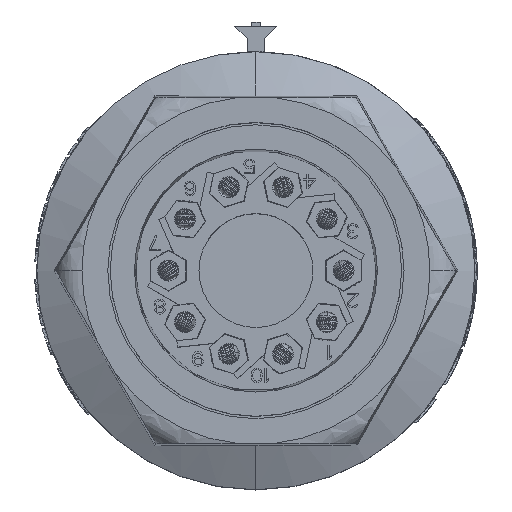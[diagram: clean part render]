
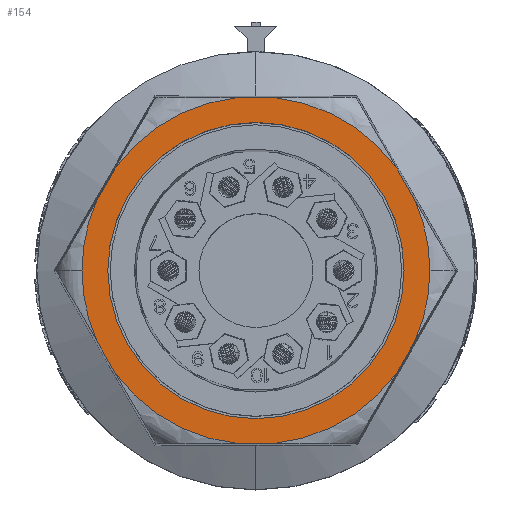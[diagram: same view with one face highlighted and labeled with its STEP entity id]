
A CAD part, top view. The second image highlights one B-rep face of the part: STEP entity #154.
In plain terms, the highlighted planar face has unit normal (0, 0, 1).
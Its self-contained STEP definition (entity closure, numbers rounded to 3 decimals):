
#154=ADVANCED_FACE('',(#4503,#4504),#4505,.F.);
#4503=FACE_OUTER_BOUND('',#13025,.T.);
#4504=FACE_BOUND('',#13026,.T.);
#4505=PLANE('',#13027);
#13025=EDGE_LOOP('',(#60884,#60885,#60886,#60887,#60888,#60889,#60890,#60891,#60892,#60893,#60894,#60895,#60896,#60897));
#13026=EDGE_LOOP('',(#60898,#60899));
#13027=AXIS2_PLACEMENT_3D('',#60900,#60901,#60902);
#60884=ORIENTED_EDGE('',*,*,#96235,.F.);
#60885=ORIENTED_EDGE('',*,*,#96240,.T.);
#60886=ORIENTED_EDGE('',*,*,#96241,.F.);
#60887=ORIENTED_EDGE('',*,*,#96242,.T.);
#60888=ORIENTED_EDGE('',*,*,#96243,.F.);
#60889=ORIENTED_EDGE('',*,*,#94275,.T.);
#60890=ORIENTED_EDGE('',*,*,#96244,.T.);
#60891=ORIENTED_EDGE('',*,*,#96245,.F.);
#60892=ORIENTED_EDGE('',*,*,#96246,.T.);
#60893=ORIENTED_EDGE('',*,*,#96247,.F.);
#60894=ORIENTED_EDGE('',*,*,#96248,.T.);
#60895=ORIENTED_EDGE('',*,*,#96249,.F.);
#60896=ORIENTED_EDGE('',*,*,#96250,.T.);
#60897=ORIENTED_EDGE('',*,*,#94279,.T.);
#60898=ORIENTED_EDGE('',*,*,#96251,.T.);
#60899=ORIENTED_EDGE('',*,*,#96252,.T.);
#60900=CARTESIAN_POINT('',(0.0,0.0,16.0));
#60901=DIRECTION('',(0.0,0.0,-1.0));
#60902=DIRECTION('',(0.0,-1.0,0.0));
#94275=EDGE_CURVE('',#106699,#106696,#106700,.T.);
#94279=EDGE_CURVE('',#106703,#106705,#106707,.T.);
#96235=EDGE_CURVE('',#110608,#106705,#110609,.T.);
#96240=EDGE_CURVE('',#110608,#110614,#110616,.T.);
#96241=EDGE_CURVE('',#110617,#110614,#110618,.T.);
#96242=EDGE_CURVE('',#110617,#110619,#110620,.T.);
#96243=EDGE_CURVE('',#106699,#110619,#110621,.T.);
#96244=EDGE_CURVE('',#106696,#110622,#110623,.T.);
#96245=EDGE_CURVE('',#110624,#110622,#110625,.T.);
#96246=EDGE_CURVE('',#110624,#110626,#110627,.T.);
#96247=EDGE_CURVE('',#110628,#110626,#110629,.T.);
#96248=EDGE_CURVE('',#110628,#110630,#110631,.T.);
#96249=EDGE_CURVE('',#110632,#110630,#110633,.T.);
#96250=EDGE_CURVE('',#110632,#106703,#110634,.T.);
#96251=EDGE_CURVE('',#110635,#110636,#110637,.T.);
#96252=EDGE_CURVE('',#110636,#110635,#110638,.T.);
#106696=VERTEX_POINT('',#132290);
#106699=VERTEX_POINT('',#132293);
#106700=CIRCLE('',#132294,19.852);
#106703=VERTEX_POINT('',#132330);
#106705=VERTEX_POINT('',#132332);
#106707=CIRCLE('',#132367,19.852);
#110608=VERTEX_POINT('',#140620);
#110609=LINE('',#140621,#140622);
#110614=VERTEX_POINT('',#140662);
#110616=CIRCLE('',#140697,19.852);
#110617=VERTEX_POINT('',#140698);
#110618=LINE('',#140699,#140700);
#110619=VERTEX_POINT('',#140701);
#110620=CIRCLE('',#140702,19.852);
#110621=LINE('',#140703,#140704);
#110622=VERTEX_POINT('',#140705);
#110623=CIRCLE('',#140706,19.852);
#110624=VERTEX_POINT('',#140707);
#110625=LINE('',#140708,#140709);
#110626=VERTEX_POINT('',#140710);
#110627=CIRCLE('',#140711,19.852);
#110628=VERTEX_POINT('',#140712);
#110629=LINE('',#140713,#140714);
#110630=VERTEX_POINT('',#140715);
#110631=CIRCLE('',#140716,19.852);
#110632=VERTEX_POINT('',#140717);
#110633=LINE('',#140718,#140719);
#110634=CIRCLE('',#140720,19.852);
#110635=VERTEX_POINT('',#140721);
#110636=VERTEX_POINT('',#140722);
#110637=CIRCLE('',#140723,16.9);
#110638=CIRCLE('',#140724,16.9);
#132290=CARTESIAN_POINT('',(19.852,0.,16.0));
#132293=CARTESIAN_POINT('',(18.153,-8.034,16.0));
#132294=AXIS2_PLACEMENT_3D('',#199200,#199201,#199202);
#132330=CARTESIAN_POINT('',(-19.852,0.,16.0));
#132332=CARTESIAN_POINT('',(-18.153,-8.034,16.0));
#132367=AXIS2_PLACEMENT_3D('',#199206,#199207,#199208);
#140620=CARTESIAN_POINT('',(-16.035,-11.704,16.0));
#140621=CARTESIAN_POINT('',(-16.035,-11.704,16.0));
#140622=VECTOR('',#200815,4.237);
#140662=CARTESIAN_POINT('',(-2.118,-19.738,16.0));
#140697=AXIS2_PLACEMENT_3D('',#200818,#200819,#200820);
#140698=CARTESIAN_POINT('',(2.118,-19.738,16.0));
#140699=CARTESIAN_POINT('',(2.118,-19.738,16.0));
#140700=VECTOR('',#200821,4.237);
#140701=CARTESIAN_POINT('',(16.035,-11.704,16.0));
#140702=AXIS2_PLACEMENT_3D('',#200822,#200823,#200824);
#140703=CARTESIAN_POINT('',(18.153,-8.034,16.0));
#140704=VECTOR('',#200825,4.237);
#140705=CARTESIAN_POINT('',(18.153,8.034,16.0));
#140706=AXIS2_PLACEMENT_3D('',#200826,#200827,#200828);
#140707=CARTESIAN_POINT('',(16.035,11.704,16.0));
#140708=CARTESIAN_POINT('',(16.035,11.704,16.0));
#140709=VECTOR('',#200829,4.237);
#140710=CARTESIAN_POINT('',(2.118,19.738,16.0));
#140711=AXIS2_PLACEMENT_3D('',#200830,#200831,#200832);
#140712=CARTESIAN_POINT('',(-2.118,19.738,16.0));
#140713=CARTESIAN_POINT('',(-2.118,19.738,16.0));
#140714=VECTOR('',#200833,4.237);
#140715=CARTESIAN_POINT('',(-16.035,11.704,16.0));
#140716=AXIS2_PLACEMENT_3D('',#200834,#200835,#200836);
#140717=CARTESIAN_POINT('',(-18.153,8.034,16.0));
#140718=CARTESIAN_POINT('',(-18.153,8.034,16.0));
#140719=VECTOR('',#200837,4.237);
#140720=AXIS2_PLACEMENT_3D('',#200838,#200839,#200840);
#140721=CARTESIAN_POINT('',(-16.9,0.0,16.0));
#140722=CARTESIAN_POINT('',(16.9,0.0,16.0));
#140723=AXIS2_PLACEMENT_3D('',#200841,#200842,#200843);
#140724=AXIS2_PLACEMENT_3D('',#200844,#200845,#200846);
#199200=CARTESIAN_POINT('',(0.0,0.0,16.0));
#199201=DIRECTION('',(0.0,0.0,1.0));
#199202=DIRECTION('',(0.914,-0.405,0.0));
#199206=CARTESIAN_POINT('',(0.0,0.0,16.0));
#199207=DIRECTION('',(0.0,0.0,1.0));
#199208=DIRECTION('',(-0.914,0.405,0.0));
#200815=DIRECTION('',(-0.5,0.866,0.0));
#200818=CARTESIAN_POINT('',(0.0,0.0,16.0));
#200819=DIRECTION('',(0.0,0.0,1.0));
#200820=DIRECTION('',(-0.808,-0.59,0.0));
#200821=DIRECTION('',(-1.0,0.0,0.0));
#200822=CARTESIAN_POINT('',(0.0,0.0,16.0));
#200823=DIRECTION('',(0.0,0.0,1.0));
#200824=DIRECTION('',(0.107,-0.994,0.0));
#200825=DIRECTION('',(-0.5,-0.866,0.0));
#200826=CARTESIAN_POINT('',(0.0,0.0,16.0));
#200827=DIRECTION('',(0.0,0.0,1.0));
#200828=DIRECTION('',(0.914,-0.405,0.0));
#200829=DIRECTION('',(0.5,-0.866,0.0));
#200830=CARTESIAN_POINT('',(0.0,0.0,16.0));
#200831=DIRECTION('',(0.0,-0.0,1.0));
#200832=DIRECTION('',(0.808,0.59,0.0));
#200833=DIRECTION('',(1.0,0.0,0.0));
#200834=CARTESIAN_POINT('',(0.0,0.0,16.0));
#200835=DIRECTION('',(0.0,0.0,1.0));
#200836=DIRECTION('',(-0.107,0.994,0.0));
#200837=DIRECTION('',(0.5,0.866,0.0));
#200838=CARTESIAN_POINT('',(0.0,0.0,16.0));
#200839=DIRECTION('',(0.0,0.0,1.0));
#200840=DIRECTION('',(-0.914,0.405,0.0));
#200841=CARTESIAN_POINT('',(0.0,0.0,16.0));
#200842=DIRECTION('',(0.0,0.0,-1.0));
#200843=DIRECTION('',(-1.0,0.0,0.0));
#200844=CARTESIAN_POINT('',(0.0,0.0,16.0));
#200845=DIRECTION('',(0.0,0.0,-1.0));
#200846=DIRECTION('',(1.0,0.0,0.0));
